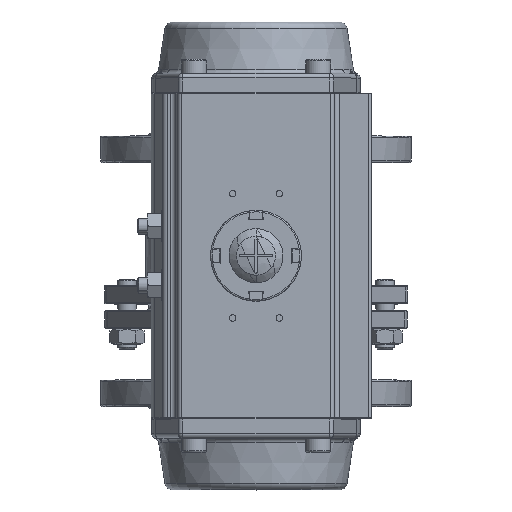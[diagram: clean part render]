
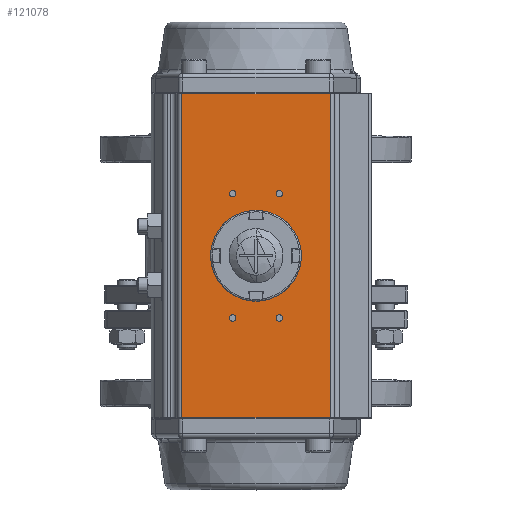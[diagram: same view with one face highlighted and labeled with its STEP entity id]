
A CAD part, top view. The second image highlights one B-rep face of the part: STEP entity #121078.
In plain terms, the highlighted planar face has unit normal (0, 0, 1).
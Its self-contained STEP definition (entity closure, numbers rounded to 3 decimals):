
#120939=CARTESIAN_POINT('',(-47.665,-104.5,290.5));
#120940=DIRECTION('',(-0.,-0.,-1.));
#120941=DIRECTION('',(0.,1.,-0.));
#120942=AXIS2_PLACEMENT_3D('',#120939,#120940,#120941);
#120943=PLANE('',#120942);
#120944=CARTESIAN_POINT('',(-15.,37.9,290.5));
#120945=VERTEX_POINT('',#120944);
#120946=CARTESIAN_POINT('',(-15.,42.1,290.5));
#120947=VERTEX_POINT('',#120946);
#120948=CARTESIAN_POINT('',(-15.,40.,290.5));
#120949=DIRECTION('',(-0.,-0.,1.));
#120950=DIRECTION('',(-0.,-1.,-0.));
#120951=AXIS2_PLACEMENT_3D('',#120948,#120949,#120950);
#120952=CIRCLE('',#120951,2.1);
#120953=EDGE_CURVE('NONE',#120945,#120947,#120952,.T.);
#120954=ORIENTED_EDGE('',*,*,#120953,.F.);
#120955=CARTESIAN_POINT('',(-15.,40.,290.5));
#120956=DIRECTION('',(-0.,-0.,1.));
#120957=DIRECTION('',(-0.,-1.,-0.));
#120958=AXIS2_PLACEMENT_3D('',#120955,#120956,#120957);
#120959=CIRCLE('',#120958,2.1);
#120960=EDGE_CURVE('NONE',#120947,#120945,#120959,.T.);
#120961=ORIENTED_EDGE('',*,*,#120960,.F.);
#120962=EDGE_LOOP('',(#120954,#120961));
#120963=FACE_BOUND('',#120962,.T.);
#120964=CARTESIAN_POINT('',(15.,37.9,290.5));
#120965=VERTEX_POINT('',#120964);
#120966=CARTESIAN_POINT('',(15.,42.1,290.5));
#120967=VERTEX_POINT('',#120966);
#120968=CARTESIAN_POINT('',(15.,40.,290.5));
#120969=DIRECTION('',(-0.,-0.,1.));
#120970=DIRECTION('',(-0.,-1.,-0.));
#120971=AXIS2_PLACEMENT_3D('',#120968,#120969,#120970);
#120972=CIRCLE('',#120971,2.1);
#120973=EDGE_CURVE('NONE',#120965,#120967,#120972,.T.);
#120974=ORIENTED_EDGE('',*,*,#120973,.F.);
#120975=CARTESIAN_POINT('',(15.,40.,290.5));
#120976=DIRECTION('',(-0.,-0.,1.));
#120977=DIRECTION('',(-0.,-1.,-0.));
#120978=AXIS2_PLACEMENT_3D('',#120975,#120976,#120977);
#120979=CIRCLE('',#120978,2.1);
#120980=EDGE_CURVE('NONE',#120967,#120965,#120979,.T.);
#120981=ORIENTED_EDGE('',*,*,#120980,.F.);
#120982=EDGE_LOOP('',(#120974,#120981));
#120983=FACE_BOUND('',#120982,.T.);
#120984=CARTESIAN_POINT('',(15.,-42.1,290.5));
#120985=VERTEX_POINT('',#120984);
#120986=CARTESIAN_POINT('',(15.,-37.9,290.5));
#120987=VERTEX_POINT('',#120986);
#120988=CARTESIAN_POINT('',(15.,-40.,290.5));
#120989=DIRECTION('',(-0.,-0.,1.));
#120990=DIRECTION('',(-0.,-1.,-0.));
#120991=AXIS2_PLACEMENT_3D('',#120988,#120989,#120990);
#120992=CIRCLE('',#120991,2.1);
#120993=EDGE_CURVE('NONE',#120985,#120987,#120992,.T.);
#120994=ORIENTED_EDGE('',*,*,#120993,.F.);
#120995=CARTESIAN_POINT('',(15.,-40.,290.5));
#120996=DIRECTION('',(-0.,-0.,1.));
#120997=DIRECTION('',(-0.,-1.,-0.));
#120998=AXIS2_PLACEMENT_3D('',#120995,#120996,#120997);
#120999=CIRCLE('',#120998,2.1);
#121000=EDGE_CURVE('NONE',#120987,#120985,#120999,.T.);
#121001=ORIENTED_EDGE('',*,*,#121000,.F.);
#121002=EDGE_LOOP('',(#120994,#121001));
#121003=FACE_BOUND('',#121002,.T.);
#121004=CARTESIAN_POINT('',(-15.,-42.1,290.5));
#121005=VERTEX_POINT('',#121004);
#121006=CARTESIAN_POINT('',(-15.,-37.9,290.5));
#121007=VERTEX_POINT('',#121006);
#121008=CARTESIAN_POINT('',(-15.,-40.,290.5));
#121009=DIRECTION('',(-0.,-0.,1.));
#121010=DIRECTION('',(-0.,-1.,-0.));
#121011=AXIS2_PLACEMENT_3D('',#121008,#121009,#121010);
#121012=CIRCLE('',#121011,2.1);
#121013=EDGE_CURVE('NONE',#121005,#121007,#121012,.T.);
#121014=ORIENTED_EDGE('',*,*,#121013,.F.);
#121015=CARTESIAN_POINT('',(-15.,-40.,290.5));
#121016=DIRECTION('',(-0.,-0.,1.));
#121017=DIRECTION('',(-0.,-1.,-0.));
#121018=AXIS2_PLACEMENT_3D('',#121015,#121016,#121017);
#121019=CIRCLE('',#121018,2.1);
#121020=EDGE_CURVE('NONE',#121007,#121005,#121019,.T.);
#121021=ORIENTED_EDGE('',*,*,#121020,.F.);
#121022=EDGE_LOOP('',(#121014,#121021));
#121023=FACE_BOUND('',#121022,.T.);
#121024=CARTESIAN_POINT('',(47.665,-104.258,290.5));
#121025=VERTEX_POINT('',#121024);
#121026=CARTESIAN_POINT('',(47.665,104.258,290.5));
#121027=VERTEX_POINT('',#121026);
#121028=CARTESIAN_POINT('',(47.665,-104.258,290.5));
#121029=DIRECTION('',(0.,1.,-0.));
#121030=VECTOR('',#121029,208.515);
#121031=LINE('',#121028,#121030);
#121032=EDGE_CURVE('',#121025,#121027,#121031,.T.);
#121033=ORIENTED_EDGE('',*,*,#121032,.T.);
#121034=CARTESIAN_POINT('',(-47.665,104.258,290.5));
#121035=VERTEX_POINT('',#121034);
#121036=CARTESIAN_POINT('',(47.665,104.258,290.5));
#121037=DIRECTION('',(-1.,0.,0.));
#121038=VECTOR('',#121037,95.33);
#121039=LINE('',#121036,#121038);
#121040=EDGE_CURVE('',#121027,#121035,#121039,.T.);
#121041=ORIENTED_EDGE('',*,*,#121040,.T.);
#121042=CARTESIAN_POINT('',(-47.665,-104.258,290.5));
#121043=VERTEX_POINT('',#121042);
#121044=CARTESIAN_POINT('',(-47.665,-104.258,290.5));
#121045=DIRECTION('',(0.,1.,-0.));
#121046=VECTOR('',#121045,208.515);
#121047=LINE('',#121044,#121046);
#121048=EDGE_CURVE('',#121043,#121035,#121047,.T.);
#121049=ORIENTED_EDGE('',*,*,#121048,.F.);
#121050=CARTESIAN_POINT('',(-47.665,-104.258,290.5));
#121051=DIRECTION('',(1.,-0.,-0.));
#121052=VECTOR('',#121051,95.33);
#121053=LINE('',#121050,#121052);
#121054=EDGE_CURVE('',#121043,#121025,#121053,.T.);
#121055=ORIENTED_EDGE('',*,*,#121054,.T.);
#121056=EDGE_LOOP('',(#121033,#121041,#121049,#121055));
#121057=FACE_BOUND('',#121056,.T.);
#121058=CARTESIAN_POINT('',(0.,-17.5,290.5));
#121059=VERTEX_POINT('',#121058);
#121060=CARTESIAN_POINT('',(0.,17.5,290.5));
#121061=VERTEX_POINT('',#121060);
#121062=CARTESIAN_POINT('',(0.,0.,290.5));
#121063=DIRECTION('',(-0.,-0.,-1.));
#121064=DIRECTION('',(-0.,-1.,0.));
#121065=AXIS2_PLACEMENT_3D('',#121062,#121063,#121064);
#121066=CIRCLE('',#121065,17.5);
#121067=EDGE_CURVE('',#121059,#121061,#121066,.T.);
#121068=ORIENTED_EDGE('',*,*,#121067,.T.);
#121069=CARTESIAN_POINT('',(0.,0.,290.5));
#121070=DIRECTION('',(-0.,-0.,-1.));
#121071=DIRECTION('',(-0.,-1.,0.));
#121072=AXIS2_PLACEMENT_3D('',#121069,#121070,#121071);
#121073=CIRCLE('',#121072,17.5);
#121074=EDGE_CURVE('',#121061,#121059,#121073,.T.);
#121075=ORIENTED_EDGE('',*,*,#121074,.T.);
#121076=EDGE_LOOP('',(#121068,#121075));
#121077=FACE_BOUND('',#121076,.T.);
#121078=ADVANCED_FACE('',(#120963,#120983,#121003,#121023,#121057,#121077),#120943,.F.);
